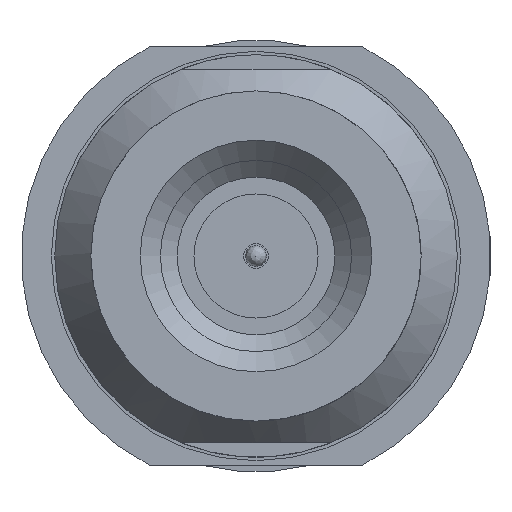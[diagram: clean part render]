
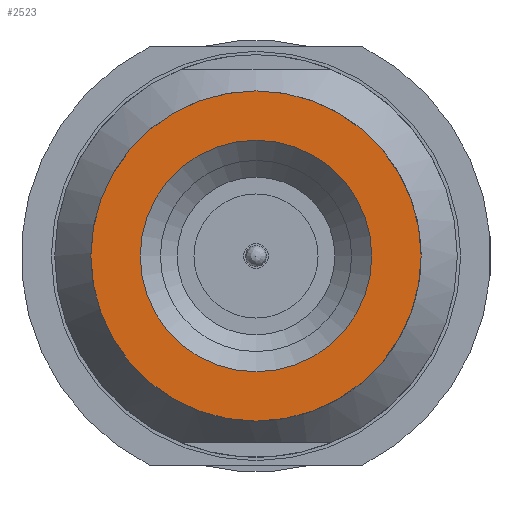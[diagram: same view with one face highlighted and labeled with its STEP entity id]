
A CAD part, left-side view. The second image highlights one B-rep face of the part: STEP entity #2523.
In plain terms, the highlighted planar face has unit normal (-1, 0, 0).
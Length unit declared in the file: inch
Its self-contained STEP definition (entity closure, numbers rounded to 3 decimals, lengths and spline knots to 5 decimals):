
#81 = AXIS2_PLACEMENT_3D ( 'NONE', #2549, #4234, #1833 ) ;
#209 = AXIS2_PLACEMENT_3D ( 'NONE', #865, #887, #225 ) ;
#225 = DIRECTION ( 'NONE',  ( 0., 0., 1. ) ) ;
#325 = FACE_BOUND ( 'NONE', #2176, .T. ) ;
#434 = CIRCLE ( 'NONE', #209, 0.069 ) ;
#440 = EDGE_CURVE ( 'NONE', #3653, #3653, #434, .T. ) ;
#865 = CARTESIAN_POINT ( 'NONE',  ( 0., 0., 0. ) ) ;
#887 = DIRECTION ( 'NONE',  ( -1., 0., 0. ) ) ;
#913 = CARTESIAN_POINT ( 'NONE',  ( 0., 0.09842, 0. ) ) ;
#1098 = ORIENTED_EDGE ( 'NONE', *, *, #440, .F. ) ;
#1490 = CIRCLE ( 'NONE', #81, 0.09842 ) ;
#1592 = AXIS2_PLACEMENT_3D ( 'NONE', #913, #1966, #2260 ) ;
#1667 = FACE_OUTER_BOUND ( 'NONE', #1990, .T. ) ;
#1833 = DIRECTION ( 'NONE',  ( 0., 0., 1. ) ) ;
#1966 = DIRECTION ( 'NONE',  ( 1., 0., 0. ) ) ;
#1990 = EDGE_LOOP ( 'NONE', ( #3013 ) ) ;
#2004 = EDGE_CURVE ( 'NONE', #2476, #2476, #1490, .T. ) ;
#2164 = CARTESIAN_POINT ( 'NONE',  ( 0., 0., 0.09842 ) ) ;
#2176 = EDGE_LOOP ( 'NONE', ( #1098 ) ) ;
#2260 = DIRECTION ( 'NONE',  ( 0., 0., -1. ) ) ;
#2476 = VERTEX_POINT ( 'NONE', #2164 ) ;
#2523 = ADVANCED_FACE ( 'NONE', ( #325, #1667 ), #4338, .F. ) ;
#2549 = CARTESIAN_POINT ( 'NONE',  ( 0., 0., 0. ) ) ;
#2981 = CARTESIAN_POINT ( 'NONE',  ( 0., 0., 0.069 ) ) ;
#3013 = ORIENTED_EDGE ( 'NONE', *, *, #2004, .T. ) ;
#3653 = VERTEX_POINT ( 'NONE', #2981 ) ;
#4234 = DIRECTION ( 'NONE',  ( -1., 0., 0. ) ) ;
#4338 = PLANE ( 'NONE',  #1592 ) ;
